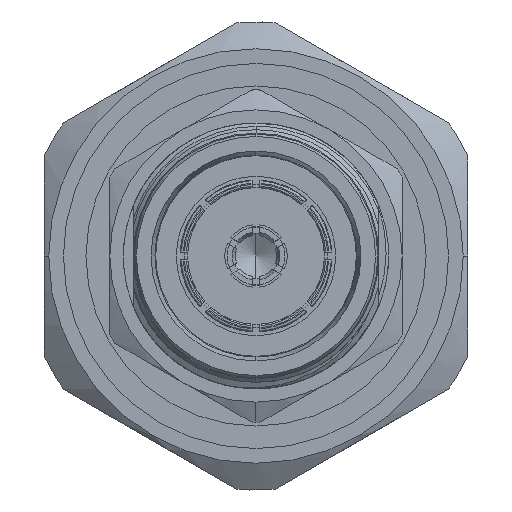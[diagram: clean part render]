
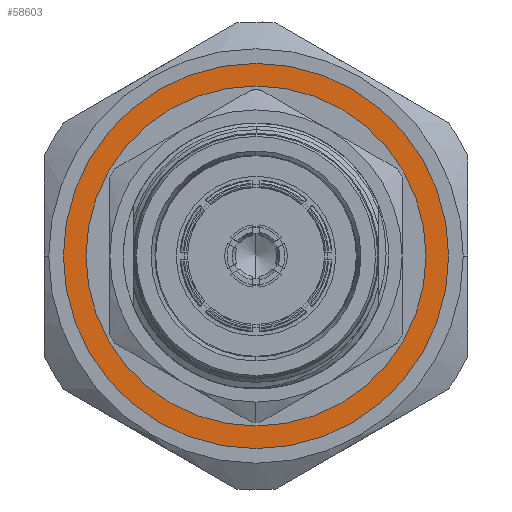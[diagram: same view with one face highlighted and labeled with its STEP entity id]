
A CAD part, left-side view. The second image highlights one B-rep face of the part: STEP entity #58603.
In plain terms, the highlighted face is planar.
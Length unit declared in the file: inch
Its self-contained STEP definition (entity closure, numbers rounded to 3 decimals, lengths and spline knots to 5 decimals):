
#3860 = ORIENTED_EDGE ( 'NONE', *, *, #62037, .F. ) ;
#5701 = CIRCLE ( 'NONE', #35472, 0.49213 ) ;
#7416 = CARTESIAN_POINT ( 'NONE',  ( 0.46457, 0.49213, 0. ) ) ;
#7808 = CARTESIAN_POINT ( 'NONE',  ( 0.46457, 0., 0. ) ) ;
#7900 = AXIS2_PLACEMENT_3D ( 'NONE', #7416, #51974, #46986 ) ;
#8957 = EDGE_CURVE ( 'NONE', #57362, #51947, #63827, .T. ) ;
#12295 = EDGE_CURVE ( 'NONE', #16448, #49597, #16769, .T. ) ;
#13974 = DIRECTION ( 'NONE',  ( -1., 0., 0. ) ) ;
#14437 = EDGE_CURVE ( 'NONE', #51947, #57362, #5701, .T. ) ;
#16448 = VERTEX_POINT ( 'NONE', #33668 ) ;
#16769 = CIRCLE ( 'NONE', #42255, 0.57087 ) ;
#20704 = CARTESIAN_POINT ( 'NONE',  ( 0.46457, 0., 0. ) ) ;
#23960 = AXIS2_PLACEMENT_3D ( 'NONE', #64533, #13974, #34259 ) ;
#25692 = DIRECTION ( 'NONE',  ( -1., 0., 0. ) ) ;
#26144 = CARTESIAN_POINT ( 'NONE',  ( 0.46457, 0., 0.49213 ) ) ;
#26379 = ORIENTED_EDGE ( 'NONE', *, *, #14437, .T. ) ;
#30992 = EDGE_LOOP ( 'NONE', ( #26379, #53560 ) ) ;
#33668 = CARTESIAN_POINT ( 'NONE',  ( 0.46457, 0., -0.57087 ) ) ;
#34259 = DIRECTION ( 'NONE',  ( 0., 0., -1. ) ) ;
#34899 = EDGE_LOOP ( 'NONE', ( #58022, #3860 ) ) ;
#35472 = AXIS2_PLACEMENT_3D ( 'NONE', #7808, #49024, #64348 ) ;
#37020 = PLANE ( 'NONE',  #7900 ) ;
#38020 = CARTESIAN_POINT ( 'NONE',  ( 0.46457, 0., 0. ) ) ;
#38670 = DIRECTION ( 'NONE',  ( -1., 0., 0. ) ) ;
#39243 = CARTESIAN_POINT ( 'NONE',  ( 0.46457, 0., -0.49213 ) ) ;
#40941 = CIRCLE ( 'NONE', #23960, 0.57087 ) ;
#42255 = AXIS2_PLACEMENT_3D ( 'NONE', #38020, #38670, #64622 ) ;
#46986 = DIRECTION ( 'NONE',  ( 0., 1., 0. ) ) ;
#48849 = CARTESIAN_POINT ( 'NONE',  ( 0.46457, 0., 0.57087 ) ) ;
#49024 = DIRECTION ( 'NONE',  ( -1., 0., 0. ) ) ;
#49597 = VERTEX_POINT ( 'NONE', #48849 ) ;
#51947 = VERTEX_POINT ( 'NONE', #39243 ) ;
#51974 = DIRECTION ( 'NONE',  ( 1., 0., 0. ) ) ;
#52634 = FACE_OUTER_BOUND ( 'NONE', #34899, .T. ) ;
#53560 = ORIENTED_EDGE ( 'NONE', *, *, #8957, .T. ) ;
#55945 = DIRECTION ( 'NONE',  ( 0., 0., -1. ) ) ;
#57362 = VERTEX_POINT ( 'NONE', #26144 ) ;
#57954 = FACE_BOUND ( 'NONE', #30992, .T. ) ;
#58022 = ORIENTED_EDGE ( 'NONE', *, *, #12295, .F. ) ;
#58603 = ADVANCED_FACE ( 'NONE', ( #52634, #57954 ), #37020, .T. ) ;
#61685 = AXIS2_PLACEMENT_3D ( 'NONE', #20704, #25692, #55945 ) ;
#62037 = EDGE_CURVE ( 'NONE', #49597, #16448, #40941, .T. ) ;
#63827 = CIRCLE ( 'NONE', #61685, 0.49213 ) ;
#64348 = DIRECTION ( 'NONE',  ( 0., 0., -1. ) ) ;
#64533 = CARTESIAN_POINT ( 'NONE',  ( 0.46457, 0., 0. ) ) ;
#64622 = DIRECTION ( 'NONE',  ( 0., 0., -1. ) ) ;
